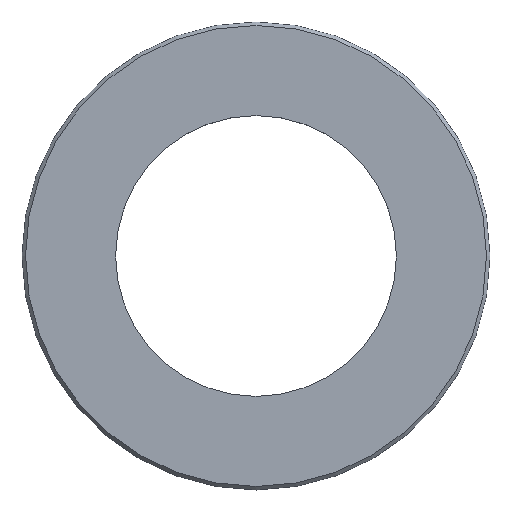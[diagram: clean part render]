
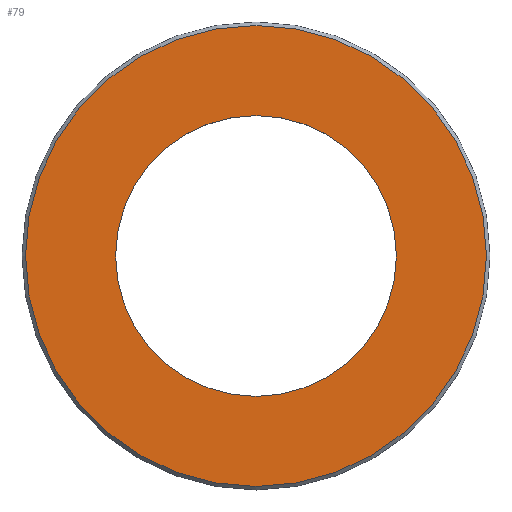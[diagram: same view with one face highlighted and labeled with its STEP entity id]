
A CAD part, top view. The second image highlights one B-rep face of the part: STEP entity #79.
In plain terms, the highlighted planar face has unit normal (0, 0, 1).
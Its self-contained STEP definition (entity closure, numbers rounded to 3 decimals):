
#16=PLANE('',#98);
#23=FACE_BOUND('',#40,.T.);
#29=FACE_OUTER_BOUND('',#39,.T.);
#39=EDGE_LOOP('',(#69));
#40=EDGE_LOOP('',(#70));
#47=CIRCLE('',#97,19.7);
#48=CIRCLE('',#99,12.);
#53=VERTEX_POINT('',#140);
#54=VERTEX_POINT('',#143);
#59=EDGE_CURVE('',#53,#53,#47,.T.);
#60=EDGE_CURVE('',#54,#54,#48,.T.);
#69=ORIENTED_EDGE('',*,*,#59,.F.);
#70=ORIENTED_EDGE('',*,*,#60,.T.);
#79=ADVANCED_FACE('',(#29,#23),#16,.T.);
#97=AXIS2_PLACEMENT_3D('',#141,#119,#120);
#98=AXIS2_PLACEMENT_3D('',#142,#121,#122);
#99=AXIS2_PLACEMENT_3D('',#144,#123,#124);
#119=DIRECTION('center_axis',(0.,0.,-1.));
#120=DIRECTION('ref_axis',(-1.,0.,0.));
#121=DIRECTION('center_axis',(0.,0.,1.));
#122=DIRECTION('ref_axis',(1.,0.,0.));
#123=DIRECTION('center_axis',(0.,0.,-1.));
#124=DIRECTION('ref_axis',(-1.,0.,0.));
#140=CARTESIAN_POINT('',(19.7,0.,2.5));
#141=CARTESIAN_POINT('Origin',(0.,0.,2.5));
#142=CARTESIAN_POINT('Origin',(0.,0.,2.5));
#143=CARTESIAN_POINT('',(12.,0.,2.5));
#144=CARTESIAN_POINT('Origin',(0.,0.,2.5));
